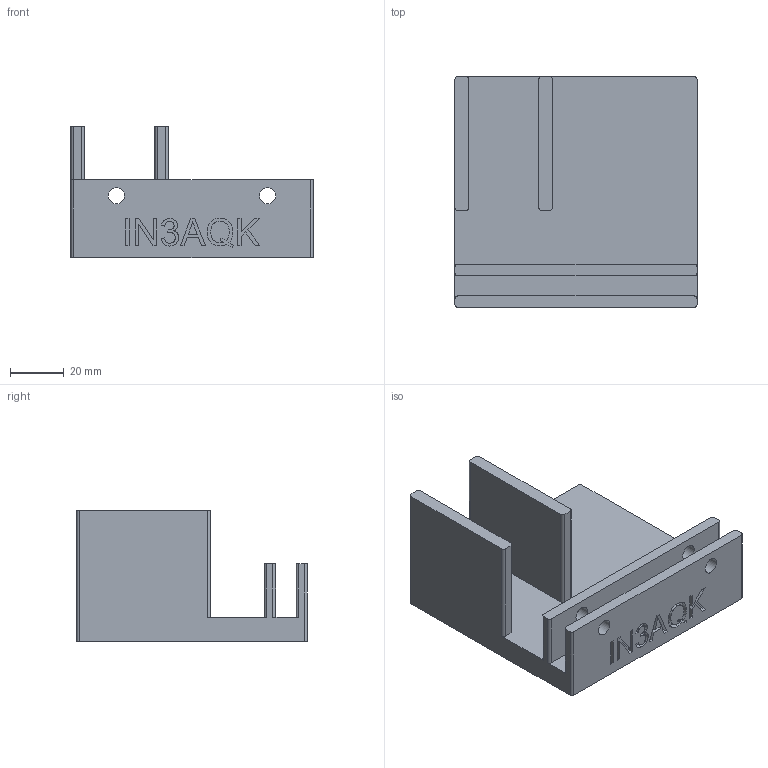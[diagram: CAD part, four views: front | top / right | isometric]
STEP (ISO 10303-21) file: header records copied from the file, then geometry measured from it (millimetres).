
FILE_DESCRIPTION(/* description */ (''),/* implementation_level */ '2;1');
FILE_NAME(/* name */ '13cmholder2 v3.stp',/* time_stamp */ '2023-01-01T15:18:05+01:00',/* author */ (''),/* organization */ (''),/* preprocessor_version */ 'ST-DEVELOPER v19.2',/* originating_system */ 'Autodesk Translation Framework v11.17.0.187',/* authorisation */ '');
FILE_SCHEMA (('AUTOMOTIVE_DESIGN { 1 0 10303 214 3 1 1 }'));
Length unit declared in the file: millimetre
Products named in the file (1): 13cm_holder_2
Bounding box: 90 x 85.75 x 48.8 mm (x, y, z)
Volume: 102895.6 mm3; surface area: 35545.1 mm2
Topology: 1 solids, 1 shells, 146 faces, 405 edges, 270 vertices
Faces by surface type: plane 70, bspline 54, cylinder 22
Full cylindrical faces by diameter (mm): 6 x4, 9.3 x1
Entity records: 4770 total; most frequent: CARTESIAN_POINT 1308, ORIENTED_EDGE 810, DIRECTION 527, EDGE_CURVE 405, VERTEX_POINT 270, LINE 253, VECTOR 253, EDGE_LOOP 163
